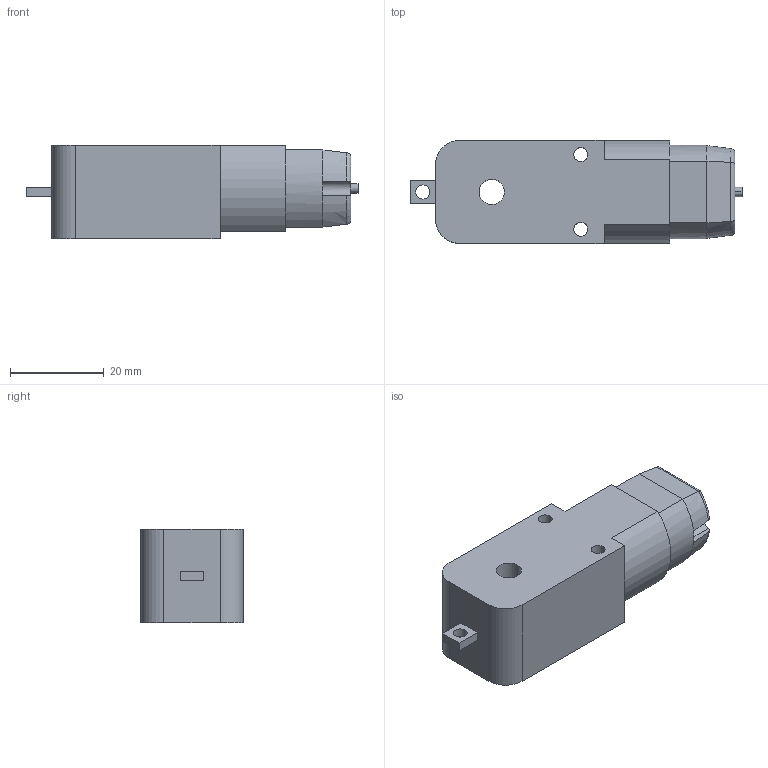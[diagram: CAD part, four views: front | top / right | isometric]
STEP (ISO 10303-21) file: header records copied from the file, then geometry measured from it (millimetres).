
FILE_DESCRIPTION (( 'STEP AP214' ), '1' );
FILE_NAME ('Motor sin eje.STEP', '2021-05-09T21:38:42', ( '' ), ( '' ), 'SwSTEP 2.0', 'SolidWorks 2020', '' );
FILE_SCHEMA (( 'AUTOMOTIVE_DESIGN' ));
Length unit declared in the file: millimetre
Products named in the file (1): Motor sin eje
Bounding box: 71 x 22 x 20 mm (x, y, z)
Volume: 23888.9 mm3; surface area: 6362.2 mm2
Topology: 1 solids, 1 shells, 55 faces, 136 edges, 86 vertices
Faces by surface type: plane 27, cylinder 20, cone 4, torus 4
Entity records: 2038 total; most frequent: CARTESIAN_POINT 370, DIRECTION 278, ORIENTED_EDGE 272, EDGE_CURVE 136, AXIS2_PLACEMENT_3D 106, VERTEX_POINT 86, VECTOR 66, LINE 66
